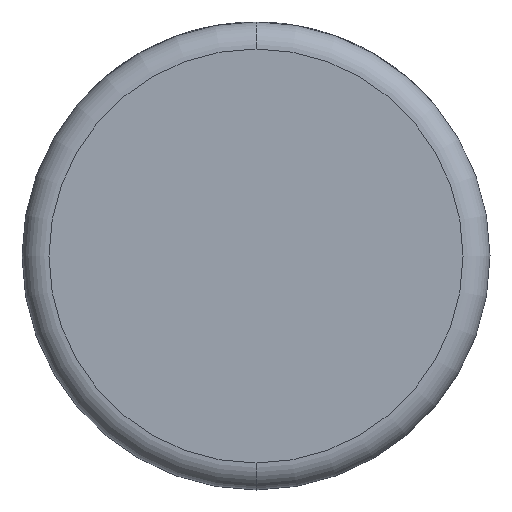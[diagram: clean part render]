
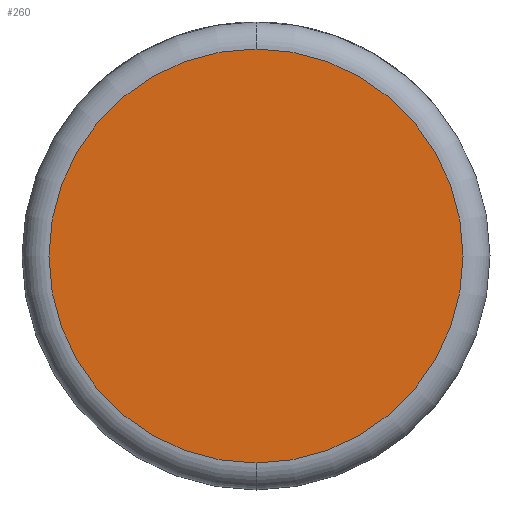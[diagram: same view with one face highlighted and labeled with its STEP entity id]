
A CAD part, front view. The second image highlights one B-rep face of the part: STEP entity #260.
In plain terms, the highlighted planar face has unit normal (0, -1, 0).
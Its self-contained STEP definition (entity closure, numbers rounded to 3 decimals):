
#24 = CIRCLE ( 'NONE', #986, 9.954 ) ;
#62 = EDGE_LOOP ( 'NONE', ( #2531, #4455 ) ) ;
#145 = EDGE_CURVE ( 'NONE', #1698, #2295, #24, .T. ) ;
#220 = CARTESIAN_POINT ( 'NONE',  ( 0., 0., 0. ) ) ;
#260 = ADVANCED_FACE ( 'NONE', ( #2209 ), #1826, .F. ) ;
#309 = AXIS2_PLACEMENT_3D ( 'NONE', #2946, #314, #2204 ) ;
#314 = DIRECTION ( 'NONE',  ( 0., 1., 0. ) ) ;
#986 = AXIS2_PLACEMENT_3D ( 'NONE', #1343, #2108, #3985 ) ;
#1300 = CIRCLE ( 'NONE', #3738, 9.954 ) ;
#1320 = DIRECTION ( 'NONE',  ( 0., -1., 0. ) ) ;
#1343 = CARTESIAN_POINT ( 'NONE',  ( 0., 0., 0. ) ) ;
#1561 = CARTESIAN_POINT ( 'NONE',  ( 0., 0., 9.954 ) ) ;
#1698 = VERTEX_POINT ( 'NONE', #2615 ) ;
#1826 = PLANE ( 'NONE',  #309 ) ;
#2108 = DIRECTION ( 'NONE',  ( 0., -1., 0. ) ) ;
#2204 = DIRECTION ( 'NONE',  ( 0., 0., 1. ) ) ;
#2209 = FACE_OUTER_BOUND ( 'NONE', #62, .T. ) ;
#2295 = VERTEX_POINT ( 'NONE', #1561 ) ;
#2531 = ORIENTED_EDGE ( 'NONE', *, *, #3534, .T. ) ;
#2615 = CARTESIAN_POINT ( 'NONE',  ( 0., 0., -9.954 ) ) ;
#2946 = CARTESIAN_POINT ( 'NONE',  ( 0., 0., 0. ) ) ;
#3534 = EDGE_CURVE ( 'NONE', #2295, #1698, #1300, .T. ) ;
#3738 = AXIS2_PLACEMENT_3D ( 'NONE', #220, #1320, #3909 ) ;
#3909 = DIRECTION ( 'NONE',  ( 0., 0., 1. ) ) ;
#3985 = DIRECTION ( 'NONE',  ( 0., 0., 1. ) ) ;
#4455 = ORIENTED_EDGE ( 'NONE', *, *, #145, .T. ) ;
